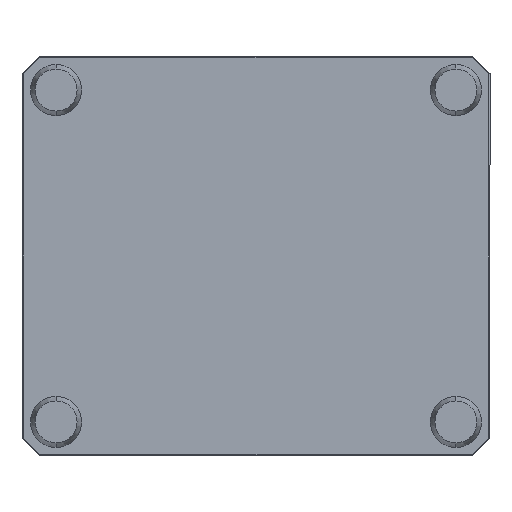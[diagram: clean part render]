
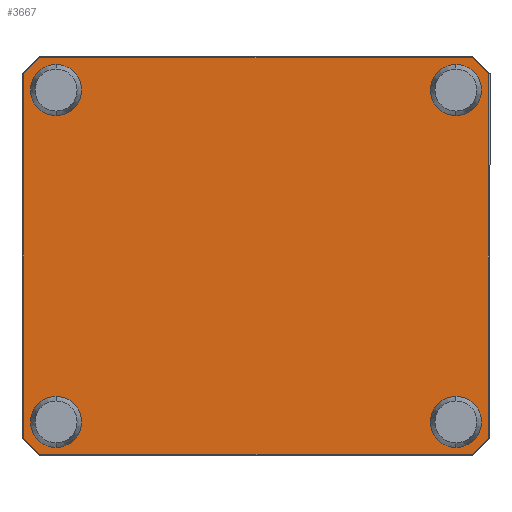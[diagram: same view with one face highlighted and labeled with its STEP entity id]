
A CAD part, front view. The second image highlights one B-rep face of the part: STEP entity #3667.
In plain terms, the highlighted planar face has unit normal (0, -1, 0).
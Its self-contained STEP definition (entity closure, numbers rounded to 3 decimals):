
#115 = ORIENTED_EDGE ( 'NONE', *, *, #4169, .T. ) ;
#232 = DIRECTION ( 'NONE',  ( 1., 0., 0. ) ) ;
#297 = EDGE_CURVE ( 'NONE', #496, #1428, #1882, .T. ) ;
#307 = DIRECTION ( 'NONE',  ( 0.707, 0., 0.707 ) ) ;
#323 = VECTOR ( 'NONE', #4010, 1000. ) ;
#356 = FACE_OUTER_BOUND ( 'NONE', #1644, .T. ) ;
#367 = VERTEX_POINT ( 'NONE', #2859 ) ;
#421 = ORIENTED_EDGE ( 'NONE', *, *, #2682, .T. ) ;
#452 = ORIENTED_EDGE ( 'NONE', *, *, #2375, .T. ) ;
#493 = DIRECTION ( 'NONE',  ( 0.707, 0., -0.707 ) ) ;
#496 = VERTEX_POINT ( 'NONE', #3874 ) ;
#664 = AXIS2_PLACEMENT_3D ( 'NONE', #2968, #671, #1031 ) ;
#671 = DIRECTION ( 'NONE',  ( 0., 1., 0. ) ) ;
#687 = CARTESIAN_POINT ( 'NONE',  ( -254.172, 0., -233. ) ) ;
#732 = CARTESIAN_POINT ( 'NONE',  ( -273.586, 0., 213.586 ) ) ;
#747 = CARTESIAN_POINT ( 'NONE',  ( 273., 0., 0. ) ) ;
#826 = DIRECTION ( 'NONE',  ( 0., 0., -1. ) ) ;
#876 = LINE ( 'NONE', #1845, #3233 ) ;
#1031 = DIRECTION ( 'NONE',  ( 0., 0., 1. ) ) ;
#1098 = LINE ( 'NONE', #2988, #2358 ) ;
#1171 = EDGE_CURVE ( 'NONE', #367, #3760, #2779, .T. ) ;
#1204 = VECTOR ( 'NONE', #3365, 1000. ) ;
#1273 = VECTOR ( 'NONE', #3342, 1000. ) ;
#1428 = VERTEX_POINT ( 'NONE', #1944 ) ;
#1513 = EDGE_CURVE ( 'NONE', #1555, #2088, #3024, .T. ) ;
#1555 = VERTEX_POINT ( 'NONE', #3040 ) ;
#1565 = CARTESIAN_POINT ( 'NONE',  ( 0., 0., 233. ) ) ;
#1644 = EDGE_LOOP ( 'NONE', ( #4163, #115, #3005, #2948, #452, #2203, #421, #1692 ) ) ;
#1692 = ORIENTED_EDGE ( 'NONE', *, *, #3055, .T. ) ;
#1845 = CARTESIAN_POINT ( 'NONE',  ( 0., 0., -233. ) ) ;
#1882 = LINE ( 'NONE', #2929, #3967 ) ;
#1944 = CARTESIAN_POINT ( 'NONE',  ( 273., 0., -214.172 ) ) ;
#2088 = VERTEX_POINT ( 'NONE', #3308 ) ;
#2203 = ORIENTED_EDGE ( 'NONE', *, *, #1513, .T. ) ;
#2262 = CARTESIAN_POINT ( 'NONE',  ( -254.172, 0., 233. ) ) ;
#2358 = VECTOR ( 'NONE', #493, 1000. ) ;
#2375 = EDGE_CURVE ( 'NONE', #1428, #1555, #3409, .T. ) ;
#2545 = EDGE_CURVE ( 'NONE', #3640, #496, #876, .T. ) ;
#2682 = EDGE_CURVE ( 'NONE', #2088, #3630, #2835, .T. ) ;
#2779 = LINE ( 'NONE', #3494, #3351 ) ;
#2835 = LINE ( 'NONE', #1565, #2877 ) ;
#2859 = CARTESIAN_POINT ( 'NONE',  ( -273., 0., 214.172 ) ) ;
#2877 = VECTOR ( 'NONE', #4200, 1000. ) ;
#2929 = CARTESIAN_POINT ( 'NONE',  ( 273.586, 0., -213.586 ) ) ;
#2948 = ORIENTED_EDGE ( 'NONE', *, *, #297, .T. ) ;
#2968 = CARTESIAN_POINT ( 'NONE',  ( 0., 0., 0. ) ) ;
#2988 = CARTESIAN_POINT ( 'NONE',  ( -253.586, 0., -233.586 ) ) ;
#3005 = ORIENTED_EDGE ( 'NONE', *, *, #2545, .T. ) ;
#3024 = LINE ( 'NONE', #3658, #1204 ) ;
#3040 = CARTESIAN_POINT ( 'NONE',  ( 273., 0., 214.172 ) ) ;
#3044 = CARTESIAN_POINT ( 'NONE',  ( -273., 0., -214.172 ) ) ;
#3055 = EDGE_CURVE ( 'NONE', #3630, #367, #3623, .T. ) ;
#3233 = VECTOR ( 'NONE', #232, 1000. ) ;
#3308 = CARTESIAN_POINT ( 'NONE',  ( 254.172, 0., 233. ) ) ;
#3342 = DIRECTION ( 'NONE',  ( 0., 0., 1. ) ) ;
#3351 = VECTOR ( 'NONE', #826, 1000. ) ;
#3365 = DIRECTION ( 'NONE',  ( -0.707, 0., 0.707 ) ) ;
#3409 = LINE ( 'NONE', #747, #1273 ) ;
#3494 = CARTESIAN_POINT ( 'NONE',  ( -273., 0., 0. ) ) ;
#3623 = LINE ( 'NONE', #732, #323 ) ;
#3630 = VERTEX_POINT ( 'NONE', #2262 ) ;
#3640 = VERTEX_POINT ( 'NONE', #687 ) ;
#3658 = CARTESIAN_POINT ( 'NONE',  ( 253.586, 0., 233.586 ) ) ;
#3667 = ADVANCED_FACE ( 'NONE', ( #356 ), #3936, .F. ) ;
#3760 = VERTEX_POINT ( 'NONE', #3044 ) ;
#3874 = CARTESIAN_POINT ( 'NONE',  ( 254.172, 0., -233. ) ) ;
#3936 = PLANE ( 'NONE',  #664 ) ;
#3967 = VECTOR ( 'NONE', #307, 1000. ) ;
#4010 = DIRECTION ( 'NONE',  ( -0.707, 0., -0.707 ) ) ;
#4163 = ORIENTED_EDGE ( 'NONE', *, *, #1171, .T. ) ;
#4169 = EDGE_CURVE ( 'NONE', #3760, #3640, #1098, .T. ) ;
#4200 = DIRECTION ( 'NONE',  ( -1., 0., 0. ) ) ;
